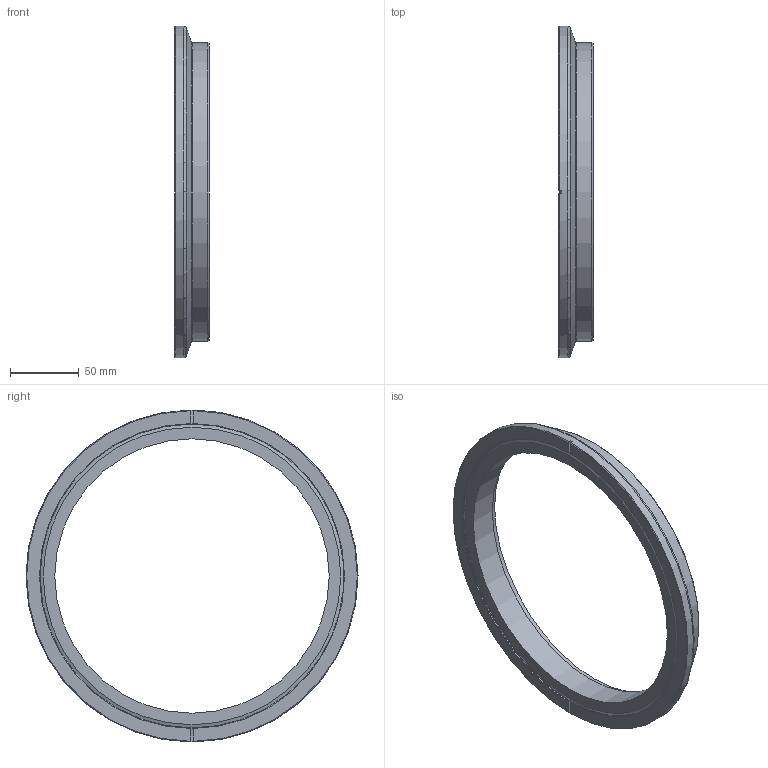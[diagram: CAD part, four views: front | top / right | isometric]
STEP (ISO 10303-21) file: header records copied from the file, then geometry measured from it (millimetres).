
FILE_DESCRIPTION(/* description */ (''),/* implementation_level */ '2;1');
FILE_NAME(/* name */ '32.200005.531.320',/* time_stamp */ '2019-03-28T10:43:39+01:00',/* author */ ('Murat Coskun Bicak'),/* organization */ ('Evac AG'),/* preprocessor_version */ 'ST-DEVELOPER v16.7',/* originating_system */ 'DEX',/* authorisation */ $);
FILE_SCHEMA (('AUTOMOTIVE_DESIGN {1 0 10303 214 3 1 1}'));
Length unit declared in the file: millimetre
Products named in the file (1): 32.200005.531.320
Bounding box: 25 x 242 x 242 mm (x, y, z)
Volume: 220998.8 mm3; surface area: 59724.3 mm2
Topology: 1 solids, 1 shells, 26 faces, 65 edges, 42 vertices
Faces by surface type: plane 9, cylinder 8, cone 5, torus 4
Full cylindrical faces by diameter (mm): 200 x1, 205.3 x1, 218 x1, 242 x1
Entity records: 728 total; most frequent: CARTESIAN_POINT 149, DIRECTION 116, ORIENTED_EDGE 98, AXIS2_PLACEMENT_3D 52, EDGE_CURVE 49, EDGE_LOOP 40, FACE_BOUND 40, VERTEX_POINT 37
